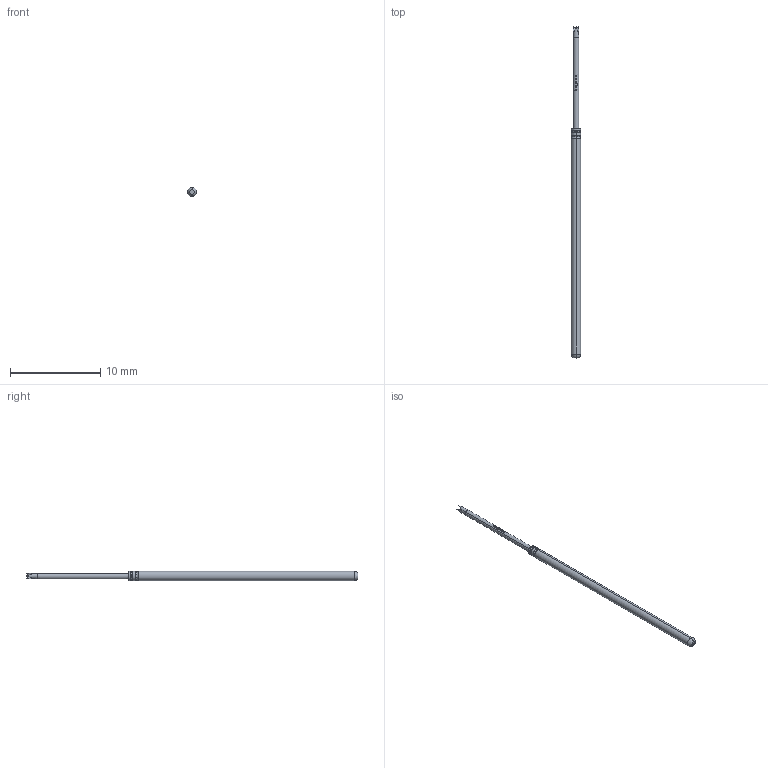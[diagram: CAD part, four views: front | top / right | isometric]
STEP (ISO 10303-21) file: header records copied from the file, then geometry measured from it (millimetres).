
FILE_DESCRIPTION (( 'STEP AP203' ), '1' );
FILE_NAME ('INGUN_GKS-035_214_064_A_xx00.STEP', '2022-05-09T12:37:52', ( 'ochi' ), ( '' ), 'SwSTEP 2.0', 'SolidWorks 2018', '' );
FILE_SCHEMA (( 'CONFIG_CONTROL_DESIGN' ));
Length unit declared in the file: millimetre
Products named in the file (1): INGUN_GKS-035_214_064_A_xx00
Bounding box: 1.02 x 36.8 x 1.02 mm (x, y, z)
Volume: 24.2 mm3; surface area: 106 mm2
Topology: 1 solids, 1 shells, 90 faces, 218 edges, 137 vertices
Faces by surface type: bspline 52, torus 10, cylinder 10, plane 10, cone 8
Entity records: 3586 total; most frequent: CARTESIAN_POINT 1871, ORIENTED_EDGE 436, EDGE_CURVE 218, DIRECTION 166, B_SPLINE_CURVE_WITH_KNOTS 156, VERTEX_POINT 137, EDGE_LOOP 97, FACE_OUTER_BOUND 90
